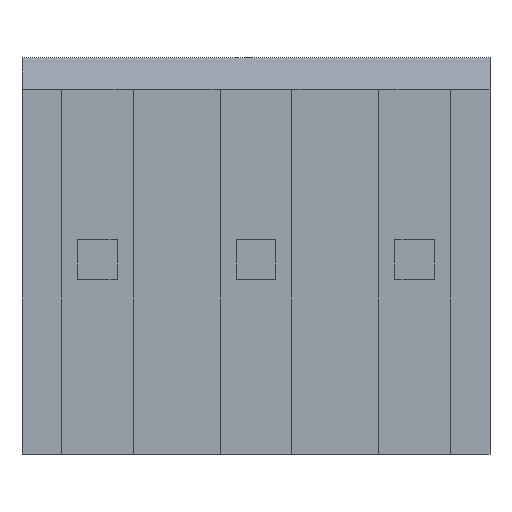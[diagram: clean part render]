
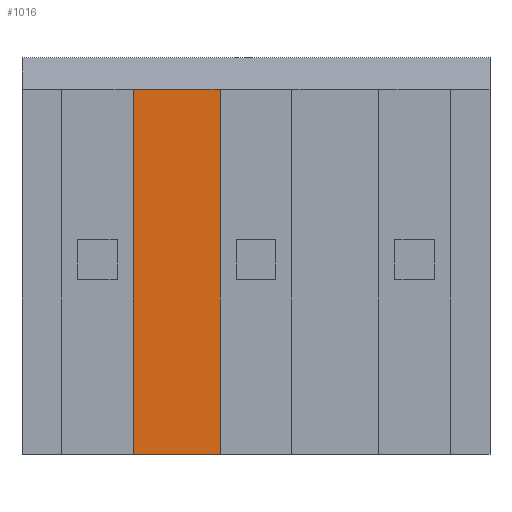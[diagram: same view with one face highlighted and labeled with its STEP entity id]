
A CAD part, front view. The second image highlights one B-rep face of the part: STEP entity #1016.
In plain terms, the highlighted planar face has unit normal (0, -1, 0).
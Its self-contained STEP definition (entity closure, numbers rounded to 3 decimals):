
#153=DIRECTION('',(1.,0.,0.));
#154=VECTOR('',#153,1.39);
#155=CARTESIAN_POINT('',(-1.965,-1.58,-3.12));
#156=LINE('',#155,#154);
#225=DIRECTION('',(0.,0.,-1.));
#226=VECTOR('',#225,5.84);
#227=CARTESIAN_POINT('',(-0.575,-1.58,2.72));
#228=LINE('',#227,#226);
#229=DIRECTION('',(0.,0.,-1.));
#230=VECTOR('',#229,5.84);
#231=CARTESIAN_POINT('',(-1.965,-1.58,2.72));
#232=LINE('',#231,#230);
#233=DIRECTION('',(1.,0.,0.));
#234=VECTOR('',#233,1.39);
#235=CARTESIAN_POINT('',(-1.965,-1.58,2.72));
#236=LINE('',#235,#234);
#677=CARTESIAN_POINT('',(-1.965,-1.58,2.72));
#679=VERTEX_POINT('',#677);
#683=CARTESIAN_POINT('',(-1.965,-1.58,-3.12));
#684=VERTEX_POINT('',#683);
#689=CARTESIAN_POINT('',(-0.575,-1.58,2.72));
#691=VERTEX_POINT('',#689);
#697=CARTESIAN_POINT('',(-0.575,-1.58,-3.12));
#698=VERTEX_POINT('',#697);
#1003=CARTESIAN_POINT('',(-3.745,-1.58,2.72));
#1004=DIRECTION('',(0.,-1.,0.));
#1005=DIRECTION('',(0.,0.,-1.));
#1006=AXIS2_PLACEMENT_3D('',#1003,#1004,#1005);
#1007=PLANE('',#1006);
#1009=ORIENTED_EDGE('',*,*,#1008,.T.);
#1010=ORIENTED_EDGE('',*,*,#924,.F.);
#1012=ORIENTED_EDGE('',*,*,#1011,.F.);
#1013=ORIENTED_EDGE('',*,*,#966,.T.);
#1014=EDGE_LOOP('',(#1009,#1010,#1012,#1013));
#1015=FACE_OUTER_BOUND('',#1014,.F.);
#1016=ADVANCED_FACE('',(#1015),#1007,.T.);
#924=EDGE_CURVE('',#684,#698,#156,.T.);
#966=EDGE_CURVE('',#679,#691,#236,.T.);
#1008=EDGE_CURVE('',#691,#698,#228,.T.);
#1011=EDGE_CURVE('',#679,#684,#232,.T.);
